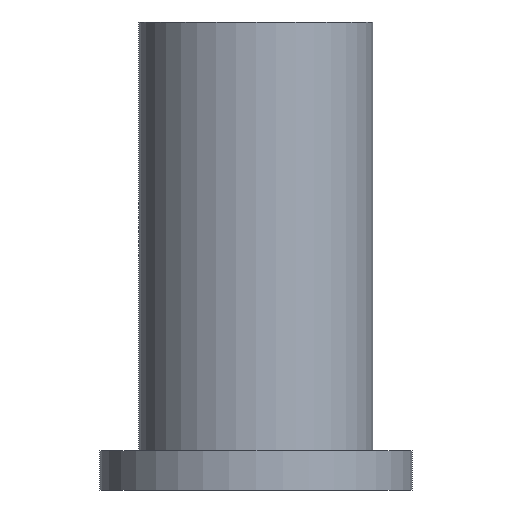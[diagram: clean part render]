
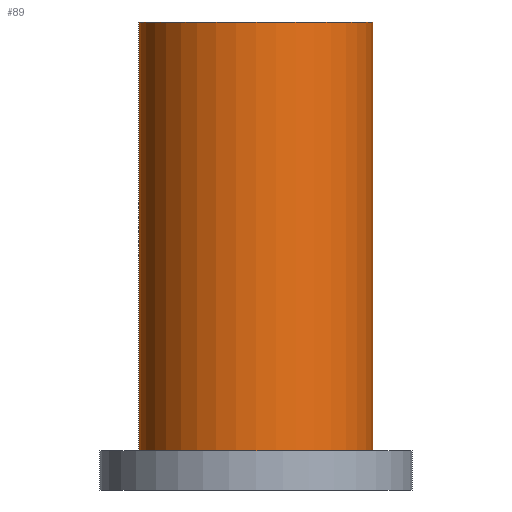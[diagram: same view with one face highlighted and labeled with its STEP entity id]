
A CAD part, front view. The second image highlights one B-rep face of the part: STEP entity #89.
In plain terms, the highlighted cylindrical face has radius 38.1 mm (diameter 76.2 mm), a full revolution.
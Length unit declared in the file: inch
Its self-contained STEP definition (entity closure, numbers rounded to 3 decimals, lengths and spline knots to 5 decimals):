
#17=LINE('',#170,#20);
#20=VECTOR('',#145,1.5);
#23=CYLINDRICAL_SURFACE('',#115,1.5);
#30=FACE_OUTER_BOUND('',#38,.T.);
#38=EDGE_LOOP('',(#74,#75,#76,#77));
#43=CIRCLE('',#108,1.5);
#47=CIRCLE('',#116,1.5);
#49=VERTEX_POINT('',#154);
#53=VERTEX_POINT('',#168);
#55=EDGE_CURVE('',#49,#49,#43,.T.);
#61=EDGE_CURVE('',#53,#53,#47,.T.);
#62=EDGE_CURVE('',#53,#49,#17,.T.);
#74=ORIENTED_EDGE('',*,*,#61,.F.);
#75=ORIENTED_EDGE('',*,*,#62,.T.);
#76=ORIENTED_EDGE('',*,*,#55,.T.);
#77=ORIENTED_EDGE('',*,*,#62,.F.);
#89=ADVANCED_FACE('',(#30),#23,.T.);
#108=AXIS2_PLACEMENT_3D('',#155,#125,#126);
#115=AXIS2_PLACEMENT_3D('',#167,#141,#142);
#116=AXIS2_PLACEMENT_3D('',#169,#143,#144);
#125=DIRECTION('center_axis',(0.,0.,1.));
#126=DIRECTION('ref_axis',(1.,0.,0.));
#141=DIRECTION('center_axis',(0.,0.,1.));
#142=DIRECTION('ref_axis',(1.,0.,0.));
#143=DIRECTION('center_axis',(0.,0.,1.));
#144=DIRECTION('ref_axis',(1.,0.,0.));
#145=DIRECTION('',(0.,0.,-1.));
#154=CARTESIAN_POINT('',(-1.5,0.,0.5));
#155=CARTESIAN_POINT('Origin',(0.,0.,0.5));
#167=CARTESIAN_POINT('Origin',(0.,0.,0.));
#168=CARTESIAN_POINT('',(-1.5,0.,6.));
#169=CARTESIAN_POINT('Origin',(0.,0.,6.));
#170=CARTESIAN_POINT('',(-1.5,0.,0.));
